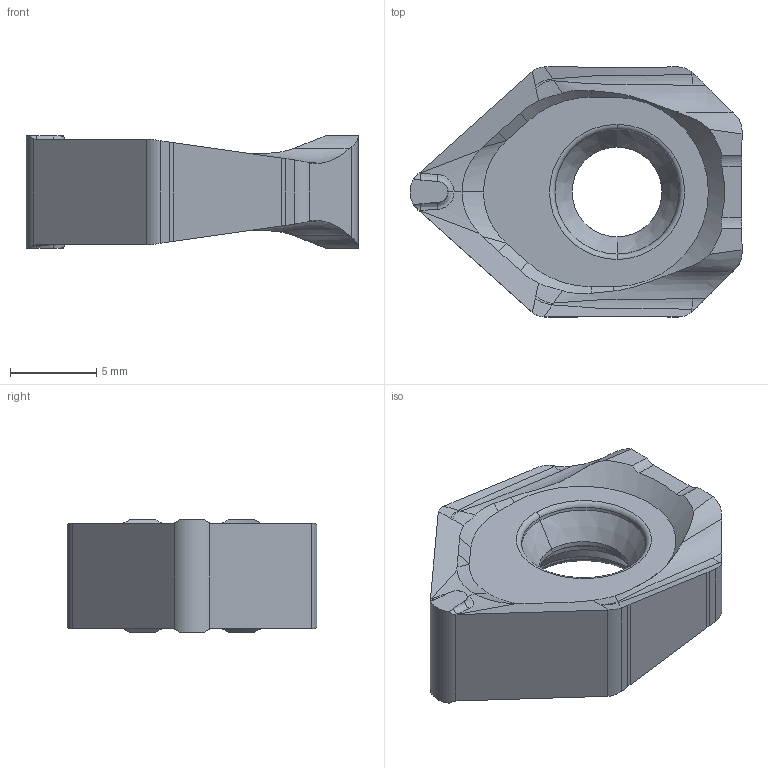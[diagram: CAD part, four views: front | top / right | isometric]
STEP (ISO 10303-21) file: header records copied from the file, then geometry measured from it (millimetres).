
FILE_DESCRIPTION(/* description */ (''),/* implementation_level */ '2;1');
FILE_NAME(/* name */ 'WNGU1406ANEN8C-M.stp',/* time_stamp */ '2021-09-07T08:28:36+09:00',/* author */ (''),/* organization */ (''),/* preprocessor_version */ 'ST-DEVELOPER v16',/* originating_system */ 'SIEMENS PLM Software NX 10.0',/* authorisation */ '');
FILE_SCHEMA (('AUTOMOTIVE_DESIGN { 1 0 10303 214 3 1 1 1 }'));
Length unit declared in the file: millimetre
Products named in the file (1): WNGU1406ANEN8C-M
Bounding box: 19.26 x 14.5 x 6.5 mm (x, y, z)
Volume: 889.2 mm3; surface area: 776.5 mm2
Topology: 1 solids, 1 shells, 139 faces, 436 edges, 354 vertices
Faces by surface type: bspline 52, plane 33, cylinder 26, cone 22, torus 6
Entity records: 11379 total; most frequent: CARTESIAN_POINT 8019, ORIENTED_EDGE 768, DIRECTION 438, EDGE_CURVE 384, VERTEX_POINT 248, B_SPLINE_CURVE_WITH_KNOTS 246, AXIS2_PLACEMENT_3D 165, EDGE_LOOP 142
